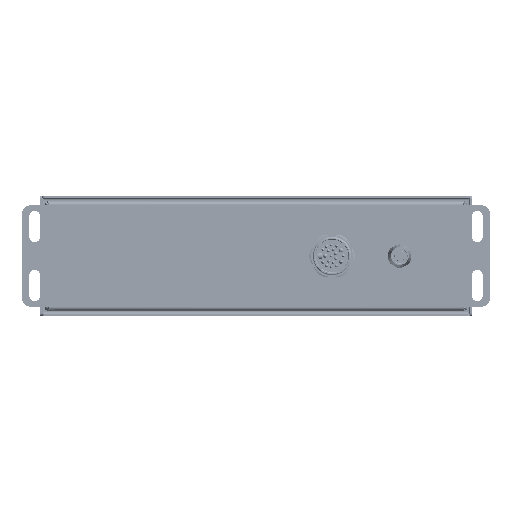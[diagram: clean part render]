
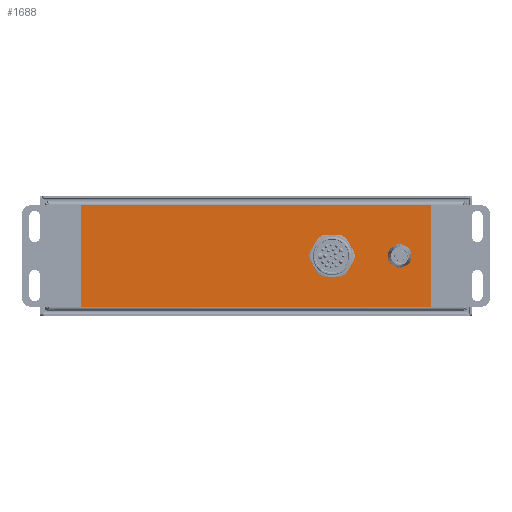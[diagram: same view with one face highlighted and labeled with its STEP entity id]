
A CAD part, front view. The second image highlights one B-rep face of the part: STEP entity #1688.
In plain terms, the highlighted face is planar.
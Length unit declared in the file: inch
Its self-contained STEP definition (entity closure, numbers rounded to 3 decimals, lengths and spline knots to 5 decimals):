
#2=CARTESIAN_POINT('',(11.625,0.875,0.));
#3=DIRECTION('',(0.,0.,-1.));
#4=DIRECTION('',(0.,1.,0.));
#5=AXIS2_PLACEMENT_3D('',#2,#3,#4);
#7=CARTESIAN_POINT('',(11.625,0.875,0.));
#8=DIRECTION('',(0.,0.,-1.));
#9=DIRECTION('',(0.,-1.,0.));
#10=AXIS2_PLACEMENT_3D('',#7,#8,#9);
#12=CARTESIAN_POINT('',(8.50394,1.62402,0.));
#13=DIRECTION('',(0.,0.,-1.));
#14=DIRECTION('',(1.,0.,0.));
#15=AXIS2_PLACEMENT_3D('',#12,#13,#14);
#17=CARTESIAN_POINT('',(8.50394,1.62402,0.));
#18=DIRECTION('',(0.,0.,-1.));
#19=DIRECTION('',(-1.,0.,0.));
#20=AXIS2_PLACEMENT_3D('',#17,#18,#19);
#22=CARTESIAN_POINT('',(10.51181,1.62402,0.));
#23=DIRECTION('',(0.,0.,-1.));
#24=DIRECTION('',(1.,0.,0.));
#25=AXIS2_PLACEMENT_3D('',#22,#23,#24);
#27=CARTESIAN_POINT('',(10.51181,1.62402,0.));
#28=DIRECTION('',(0.,0.,-1.));
#29=DIRECTION('',(-1.,0.,0.));
#30=AXIS2_PLACEMENT_3D('',#27,#28,#29);
#45=DIRECTION('',(0.,1.,0.));
#46=VECTOR('',#45,3.026);
#47=CARTESIAN_POINT('',(0.112,0.112,0.));
#48=LINE('',#47,#46);
#139=DIRECTION('',(1.,0.,0.));
#140=VECTOR('',#139,12.276);
#141=CARTESIAN_POINT('',(0.112,3.138,0.));
#142=LINE('',#141,#140);
#181=DIRECTION('',(0.,-1.,0.));
#182=VECTOR('',#181,3.026);
#183=CARTESIAN_POINT('',(12.388,3.138,0.));
#184=LINE('',#183,#182);
#434=DIRECTION('',(-1.,0.,0.));
#435=VECTOR('',#434,12.276);
#436=CARTESIAN_POINT('',(12.388,0.112,0.));
#437=LINE('',#436,#435);
#1398=CARTESIAN_POINT('',(0.112,0.112,0.));
#1399=CARTESIAN_POINT('',(0.112,3.138,0.));
#1400=VERTEX_POINT('',#1398);
#1401=VERTEX_POINT('',#1399);
#1402=CARTESIAN_POINT('',(12.388,0.112,0.));
#1403=VERTEX_POINT('',#1402);
#1404=CARTESIAN_POINT('',(12.388,3.138,0.));
#1405=VERTEX_POINT('',#1404);
#1406=CARTESIAN_POINT('',(11.625,1.0155,0.));
#1407=CARTESIAN_POINT('',(11.625,0.7345,0.));
#1408=VERTEX_POINT('',#1406);
#1409=VERTEX_POINT('',#1407);
#1639=CARTESIAN_POINT('',(8.9124,1.62402,0.));
#1641=VERTEX_POINT('',#1639);
#1643=CARTESIAN_POINT('',(8.09547,1.62402,0.));
#1645=VERTEX_POINT('',#1643);
#1651=CARTESIAN_POINT('',(10.81496,1.62402,0.));
#1652=CARTESIAN_POINT('',(10.20866,1.62402,0.));
#1653=VERTEX_POINT('',#1651);
#1654=VERTEX_POINT('',#1652);
#1655=CARTESIAN_POINT('',(0.,0.,0.));
#1656=DIRECTION('',(0.,0.,1.));
#1657=DIRECTION('',(1.,0.,0.));
#1658=AXIS2_PLACEMENT_3D('',#1655,#1656,#1657);
#1659=PLANE('',#1658);
#1661=ORIENTED_EDGE('',*,*,#1660,.F.);
#1663=ORIENTED_EDGE('',*,*,#1662,.F.);
#1665=ORIENTED_EDGE('',*,*,#1664,.F.);
#1667=ORIENTED_EDGE('',*,*,#1666,.F.);
#1668=EDGE_LOOP('',(#1661,#1663,#1665,#1667));
#1669=FACE_OUTER_BOUND('',#1668,.F.);
#1671=ORIENTED_EDGE('',*,*,#1670,.T.);
#1673=ORIENTED_EDGE('',*,*,#1672,.T.);
#1674=EDGE_LOOP('',(#1671,#1673));
#1675=FACE_BOUND('',#1674,.F.);
#1677=ORIENTED_EDGE('',*,*,#1676,.T.);
#1679=ORIENTED_EDGE('',*,*,#1678,.T.);
#1680=EDGE_LOOP('',(#1677,#1679));
#1681=FACE_BOUND('',#1680,.F.);
#1683=ORIENTED_EDGE('',*,*,#1682,.T.);
#1685=ORIENTED_EDGE('',*,*,#1684,.T.);
#1686=EDGE_LOOP('',(#1683,#1685));
#1687=FACE_BOUND('',#1686,.F.);
#1688=ADVANCED_FACE('',(#1669,#1675,#1681,#1687),#1659,.F.);
#6=CIRCLE('',#5,0.1405);
#11=CIRCLE('',#10,0.1405);
#16=CIRCLE('',#15,0.40846);
#21=CIRCLE('',#20,0.40846);
#26=CIRCLE('',#25,0.30315);
#31=CIRCLE('',#30,0.30315);
#1660=EDGE_CURVE('',#1400,#1401,#48,.T.);
#1662=EDGE_CURVE('',#1403,#1400,#437,.T.);
#1664=EDGE_CURVE('',#1405,#1403,#184,.T.);
#1666=EDGE_CURVE('',#1401,#1405,#142,.T.);
#1670=EDGE_CURVE('',#1408,#1409,#6,.T.);
#1672=EDGE_CURVE('',#1409,#1408,#11,.T.);
#1676=EDGE_CURVE('',#1641,#1645,#16,.T.);
#1678=EDGE_CURVE('',#1645,#1641,#21,.T.);
#1682=EDGE_CURVE('',#1653,#1654,#26,.T.);
#1684=EDGE_CURVE('',#1654,#1653,#31,.T.);
